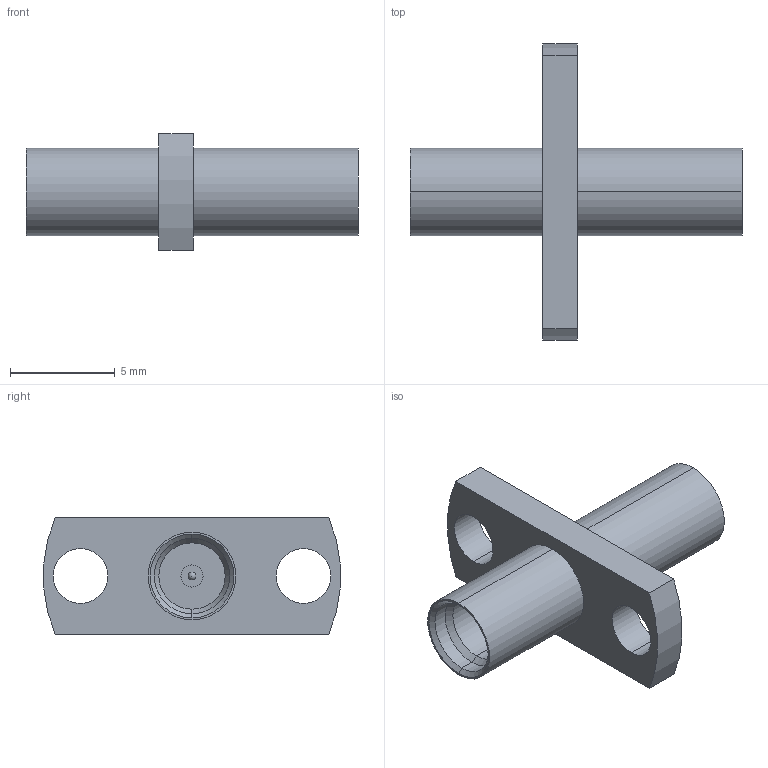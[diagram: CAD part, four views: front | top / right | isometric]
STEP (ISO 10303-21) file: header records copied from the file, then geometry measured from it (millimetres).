
FILE_DESCRIPTION (( 'STEP AP214' ), '1' );
FILE_NAME ('SM2605_3D.step', '2023-09-06T15:12:20', ( '' ), ( '' ), 'SwSTEP 2.0', 'SolidWorks 2022', '' );
FILE_SCHEMA (( 'AUTOMOTIVE_DESIGN' ));
Length unit declared in the file: inch
Products named in the file (1): SM2605_3D
Bounding box: 15.88 x 14.18 x 5.59 mm (x, y, z)
Volume: 256.7 mm3; surface area: 472.9 mm2
Topology: 1 solids, 1 shells, 50 faces, 108 edges, 66 vertices
Faces by surface type: cylinder 28, cone 10, plane 10, sphere 2
Entity records: 1388 total; most frequent: DIRECTION 266, CARTESIAN_POINT 219, ORIENTED_EDGE 208, AXIS2_PLACEMENT_3D 111, EDGE_CURVE 104, VERTEX_POINT 64, EDGE_LOOP 62, CIRCLE 60
